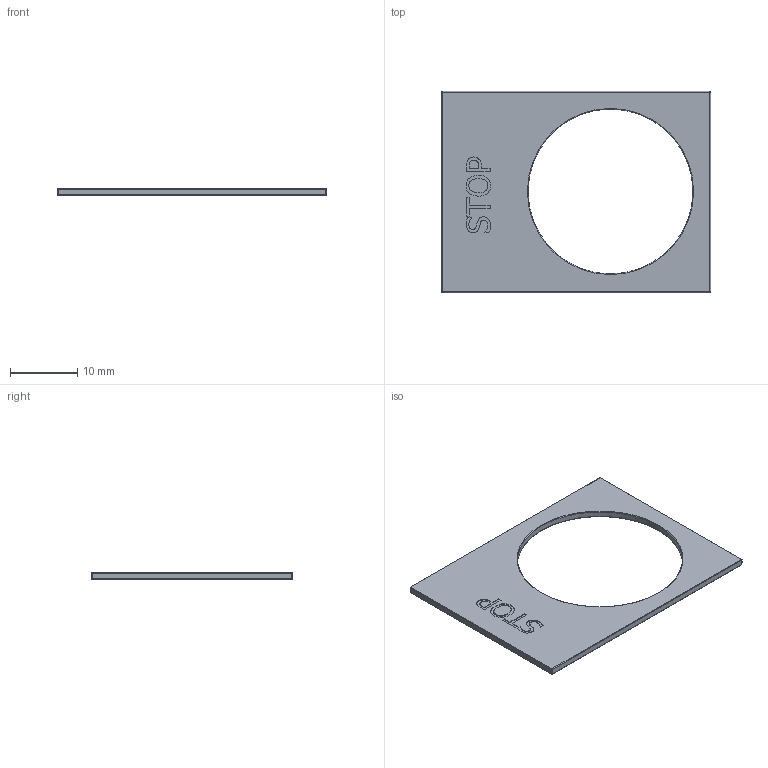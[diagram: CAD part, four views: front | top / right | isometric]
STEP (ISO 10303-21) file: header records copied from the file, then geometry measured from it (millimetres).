
FILE_DESCRIPTION(/* description */ (''),/* implementation_level */ '2;1');
FILE_NAME(/* name */ '2LPxx.stp',/* time_stamp */ '2016-08-10T15:10:23-04:00',/* author */ ('CAD Station'),/* organization */ (''),/* preprocessor_version */ 'ST-DEVELOPER v16.1',/* originating_system */ 'Autodesk Inventor 2016',/* authorisation */ '');
FILE_SCHEMA (('AUTOMOTIVE_DESIGN { 1 0 10303 214 3 1 1 }'));
Length unit declared in the file: millimetre
Products named in the file (1): Part2
Bounding box: 40 x 29.9 x 1 mm (x, y, z)
Volume: 720.9 mm3; surface area: 1659.8 mm2
Topology: 1 solids, 1 shells, 157 faces, 403 edges, 260 vertices
Faces by surface type: bspline 76, plane 58, cylinder 13, sphere 8, torus 2
Full cylindrical faces by diameter (mm): 24.5 x1
Entity records: 5311 total; most frequent: CARTESIAN_POINT 1806, ORIENTED_EDGE 800, DIRECTION 440, EDGE_CURVE 400, VERTEX_POINT 260, LINE 220, VECTOR 220, EDGE_LOOP 174
